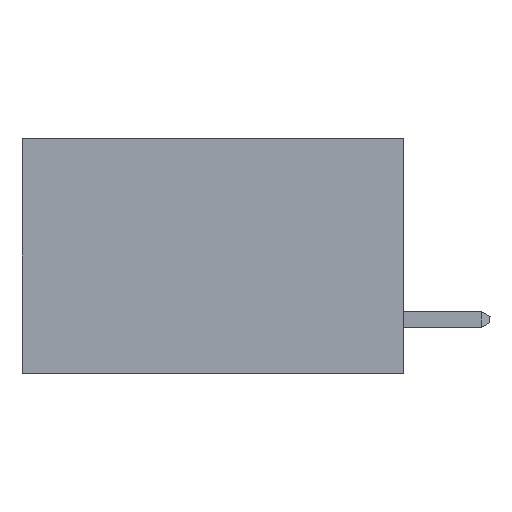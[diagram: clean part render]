
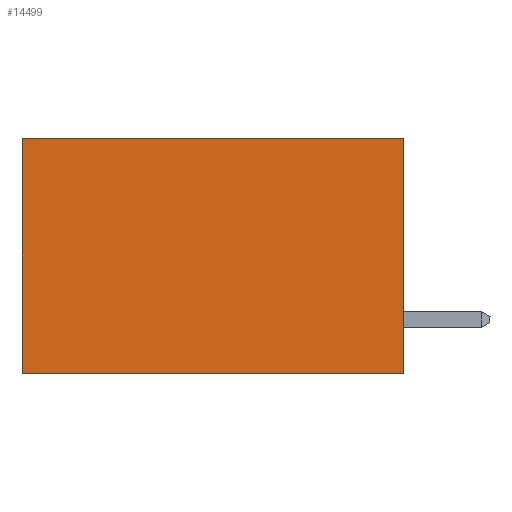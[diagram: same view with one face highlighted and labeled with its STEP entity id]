
A CAD part, left-side view. The second image highlights one B-rep face of the part: STEP entity #14499.
In plain terms, the highlighted planar face has unit normal (-1, 0, 0).
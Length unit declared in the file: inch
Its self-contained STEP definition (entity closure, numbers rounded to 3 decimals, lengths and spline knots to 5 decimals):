
#696 = DIRECTION ( 'NONE',  ( 0., 0., -1. ) ) ;
#2398 = EDGE_CURVE ( 'NONE', #31221, #12592, #27712, .T. ) ;
#2512 = FACE_OUTER_BOUND ( 'NONE', #29393, .T. ) ;
#5293 = CARTESIAN_POINT ( 'NONE',  ( 0.2875, 0.6, 0. ) ) ;
#8636 = CARTESIAN_POINT ( 'NONE',  ( 0.2875, 0., -0.37 ) ) ;
#9297 = VECTOR ( 'NONE', #30571, 39.37008 ) ;
#9419 = CARTESIAN_POINT ( 'NONE',  ( 0.2875, 0., 0. ) ) ;
#12260 = LINE ( 'NONE', #16057, #23075 ) ;
#12358 = DIRECTION ( 'NONE',  ( 0., 0., -1. ) ) ;
#12592 = VERTEX_POINT ( 'NONE', #13652 ) ;
#13600 = DIRECTION ( 'NONE',  ( 0., 1., 0. ) ) ;
#13652 = CARTESIAN_POINT ( 'NONE',  ( 0.2875, 0.6, -0.37 ) ) ;
#14005 = CARTESIAN_POINT ( 'NONE',  ( 0.2875, 0., -0.37 ) ) ;
#14499 = ADVANCED_FACE ( 'NONE', ( #2512 ), #17436, .F. ) ;
#14601 = VECTOR ( 'NONE', #696, 39.37008 ) ;
#14739 = CARTESIAN_POINT ( 'NONE',  ( 0.2875, 0., 0. ) ) ;
#15913 = ORIENTED_EDGE ( 'NONE', *, *, #2398, .T. ) ;
#16057 = CARTESIAN_POINT ( 'NONE',  ( 0.2875, 0., 0. ) ) ;
#16430 = ORIENTED_EDGE ( 'NONE', *, *, #19535, .F. ) ;
#17436 = PLANE ( 'NONE',  #30061 ) ;
#18858 = EDGE_CURVE ( 'NONE', #31669, #12592, #28250, .T. ) ;
#19535 = EDGE_CURVE ( 'NONE', #24938, #31669, #31285, .T. ) ;
#19605 = DIRECTION ( 'NONE',  ( 1., 0., 0. ) ) ;
#19626 = CARTESIAN_POINT ( 'NONE',  ( 0.2875, 0.6, 0. ) ) ;
#20265 = ORIENTED_EDGE ( 'NONE', *, *, #20987, .T. ) ;
#20987 = EDGE_CURVE ( 'NONE', #24938, #31221, #12260, .T. ) ;
#23075 = VECTOR ( 'NONE', #23399, 39.37008 ) ;
#23399 = DIRECTION ( 'NONE',  ( 0., 1., 0. ) ) ;
#24655 = ORIENTED_EDGE ( 'NONE', *, *, #18858, .F. ) ;
#24938 = VERTEX_POINT ( 'NONE', #9419 ) ;
#27479 = VECTOR ( 'NONE', #13600, 39.37008 ) ;
#27712 = LINE ( 'NONE', #5293, #14601 ) ;
#28110 = CARTESIAN_POINT ( 'NONE',  ( 0.2875, 0., 0. ) ) ;
#28250 = LINE ( 'NONE', #8636, #27479 ) ;
#29393 = EDGE_LOOP ( 'NONE', ( #15913, #24655, #16430, #20265 ) ) ;
#30061 = AXIS2_PLACEMENT_3D ( 'NONE', #14739, #19605, #12358 ) ;
#30571 = DIRECTION ( 'NONE',  ( 0., 0., -1. ) ) ;
#31221 = VERTEX_POINT ( 'NONE', #19626 ) ;
#31285 = LINE ( 'NONE', #28110, #9297 ) ;
#31669 = VERTEX_POINT ( 'NONE', #14005 ) ;
